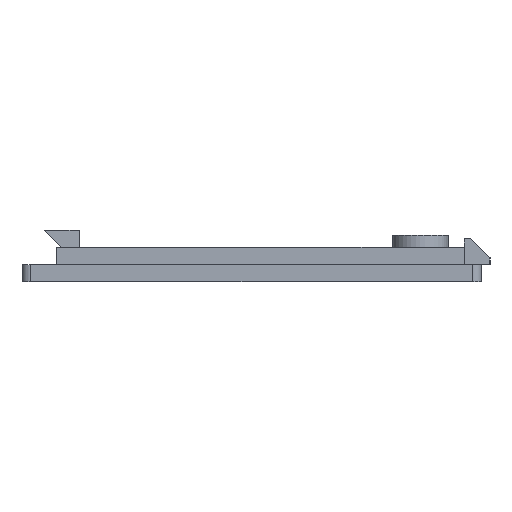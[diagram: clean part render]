
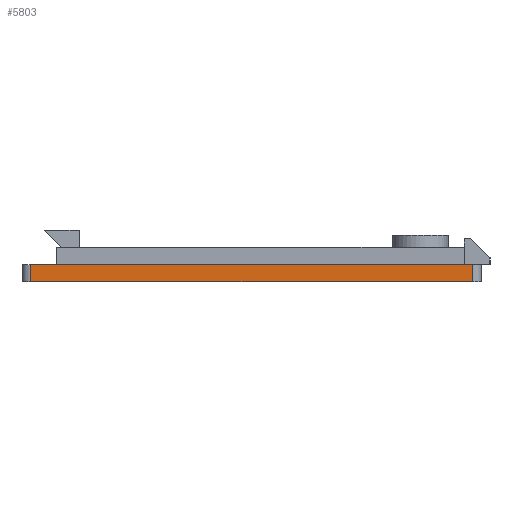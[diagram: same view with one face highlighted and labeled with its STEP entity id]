
A CAD part, left-side view. The second image highlights one B-rep face of the part: STEP entity #5803.
In plain terms, the highlighted planar face has unit normal (-1, 0, 0).
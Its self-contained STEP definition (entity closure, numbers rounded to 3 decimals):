
#986=CARTESIAN_POINT('',(238.,62.,0.));
#987=VERTEX_POINT('',#986);
#995=CARTESIAN_POINT('',(238.,113.,0.));
#996=VERTEX_POINT('',#995);
#997=CARTESIAN_POINT('',(238.,62.,0.));
#998=DIRECTION('',(0.,1.,0.));
#999=VECTOR('',#998,51.);
#1000=LINE('',#997,#999);
#1001=EDGE_CURVE('',#987,#996,#1000,.T.);
#5591=CARTESIAN_POINT('',(238.,113.,2.));
#5592=VERTEX_POINT('',#5591);
#5600=CARTESIAN_POINT('',(238.,62.,2.));
#5601=VERTEX_POINT('',#5600);
#5602=CARTESIAN_POINT('',(238.,62.,2.));
#5603=DIRECTION('',(0.,1.,0.));
#5604=VECTOR('',#5603,51.);
#5605=LINE('',#5602,#5604);
#5606=EDGE_CURVE('',#5601,#5592,#5605,.T.);
#5782=CARTESIAN_POINT('',(238.,87.5,2.));
#5783=DIRECTION('',(-1.,0.,0.));
#5784=DIRECTION('',(0.,0.,1.));
#5785=AXIS2_PLACEMENT_3D('',#5782,#5783,#5784);
#5786=PLANE('',#5785);
#5787=ORIENTED_EDGE('',*,*,#1001,.F.);
#5788=CARTESIAN_POINT('',(238.,62.,0.));
#5789=DIRECTION('',(0.,0.,1.));
#5790=VECTOR('',#5789,2.);
#5791=LINE('',#5788,#5790);
#5792=EDGE_CURVE('',#987,#5601,#5791,.T.);
#5793=ORIENTED_EDGE('',*,*,#5792,.T.);
#5794=ORIENTED_EDGE('',*,*,#5606,.T.);
#5795=CARTESIAN_POINT('',(238.,113.,2.));
#5796=DIRECTION('',(-0.,-0.,-1.));
#5797=VECTOR('',#5796,2.);
#5798=LINE('',#5795,#5797);
#5799=EDGE_CURVE('',#5592,#996,#5798,.T.);
#5800=ORIENTED_EDGE('',*,*,#5799,.T.);
#5801=EDGE_LOOP('',(#5787,#5793,#5794,#5800));
#5802=FACE_BOUND('',#5801,.T.);
#5803=ADVANCED_FACE('',(#5802),#5786,.T.);
